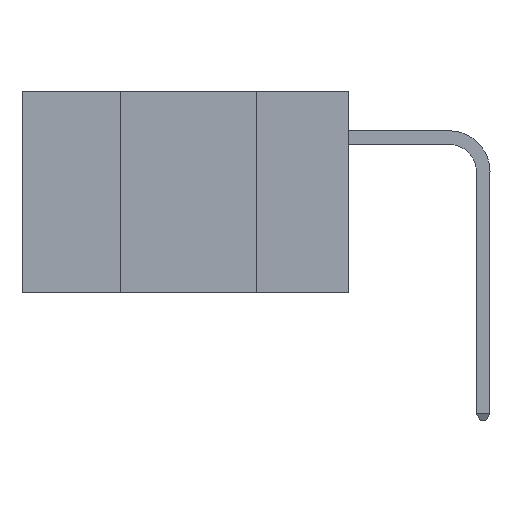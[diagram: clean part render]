
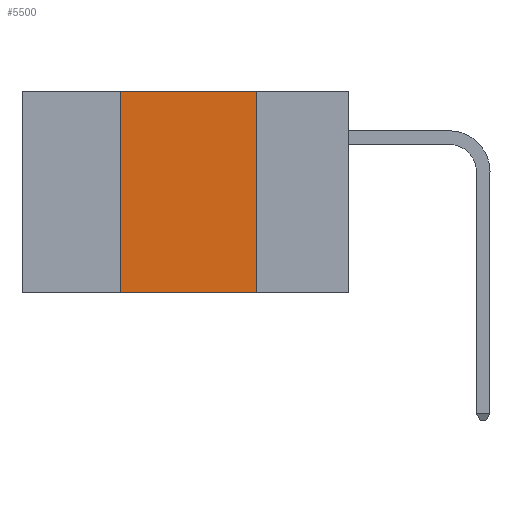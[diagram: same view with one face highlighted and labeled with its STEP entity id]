
A CAD part, left-side view. The second image highlights one B-rep face of the part: STEP entity #5500.
In plain terms, the highlighted planar face has unit normal (-1, 0, 0).
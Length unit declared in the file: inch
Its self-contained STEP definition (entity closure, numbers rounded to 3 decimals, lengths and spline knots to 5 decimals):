
#179 = DIRECTION ( 'NONE',  ( 0., 0., 1. ) ) ;
#186 = CARTESIAN_POINT ( 'NONE',  ( 0., 0.6, -0.37 ) ) ;
#1263 = DIRECTION ( 'NONE',  ( 0., -1., 0. ) ) ;
#1461 = DIRECTION ( 'NONE',  ( 0., 0., -1. ) ) ;
#1908 = DIRECTION ( 'NONE',  ( 0., -1., 0. ) ) ;
#2050 = FACE_OUTER_BOUND ( 'NONE', #3023, .T. ) ;
#2476 = AXIS2_PLACEMENT_3D ( 'NONE', #15839, #17488, #7705 ) ;
#2590 = VECTOR ( 'NONE', #1263, 39.37008 ) ;
#3023 = EDGE_LOOP ( 'NONE', ( #8863, #16065, #16118, #18920 ) ) ;
#4456 = PLANE ( 'NONE',  #2476 ) ;
#4771 = LINE ( 'NONE', #21073, #21082 ) ;
#5276 = LINE ( 'NONE', #186, #9069 ) ;
#5305 = VECTOR ( 'NONE', #179, 39.37008 ) ;
#5500 = ADVANCED_FACE ( 'NONE', ( #2050 ), #4456, .F. ) ;
#7511 = EDGE_CURVE ( 'NONE', #21032, #14358, #9616, .T. ) ;
#7705 = DIRECTION ( 'NONE',  ( 0., 0., -1. ) ) ;
#7917 = VERTEX_POINT ( 'NONE', #13630 ) ;
#8295 = VERTEX_POINT ( 'NONE', #9006 ) ;
#8863 = ORIENTED_EDGE ( 'NONE', *, *, #19549, .F. ) ;
#9006 = CARTESIAN_POINT ( 'NONE',  ( 0., 0.17, -0.37 ) ) ;
#9069 = VECTOR ( 'NONE', #1908, 39.37008 ) ;
#9616 = LINE ( 'NONE', #14997, #5305 ) ;
#10058 = EDGE_CURVE ( 'NONE', #14358, #7917, #15134, .T. ) ;
#11106 = CARTESIAN_POINT ( 'NONE',  ( 0., 0.6, 0. ) ) ;
#12376 = CARTESIAN_POINT ( 'NONE',  ( 0., 0.42, 0. ) ) ;
#13630 = CARTESIAN_POINT ( 'NONE',  ( 0., 0.17, 0. ) ) ;
#14358 = VERTEX_POINT ( 'NONE', #12376 ) ;
#14997 = CARTESIAN_POINT ( 'NONE',  ( 0., 0.42, 0. ) ) ;
#15134 = LINE ( 'NONE', #11106, #2590 ) ;
#15839 = CARTESIAN_POINT ( 'NONE',  ( 0., 0.6, 0. ) ) ;
#16065 = ORIENTED_EDGE ( 'NONE', *, *, #10058, .F. ) ;
#16118 = ORIENTED_EDGE ( 'NONE', *, *, #7511, .F. ) ;
#17488 = DIRECTION ( 'NONE',  ( 1., 0., 0. ) ) ;
#17663 = CARTESIAN_POINT ( 'NONE',  ( 0., 0.42, -0.37 ) ) ;
#18920 = ORIENTED_EDGE ( 'NONE', *, *, #19976, .T. ) ;
#19549 = EDGE_CURVE ( 'NONE', #7917, #8295, #4771, .T. ) ;
#19976 = EDGE_CURVE ( 'NONE', #21032, #8295, #5276, .T. ) ;
#21032 = VERTEX_POINT ( 'NONE', #17663 ) ;
#21073 = CARTESIAN_POINT ( 'NONE',  ( 0., 0.17, 0. ) ) ;
#21082 = VECTOR ( 'NONE', #1461, 39.37008 ) ;
